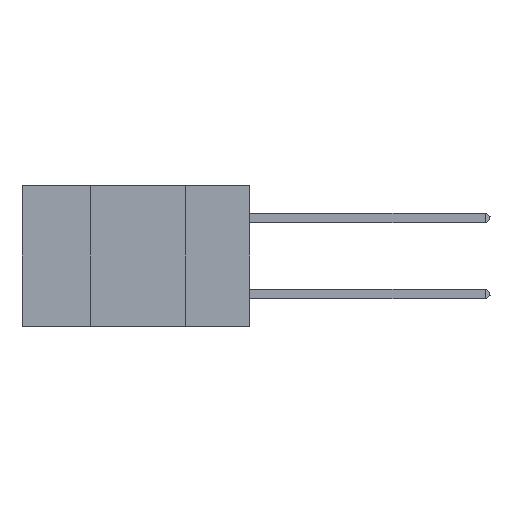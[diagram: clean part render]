
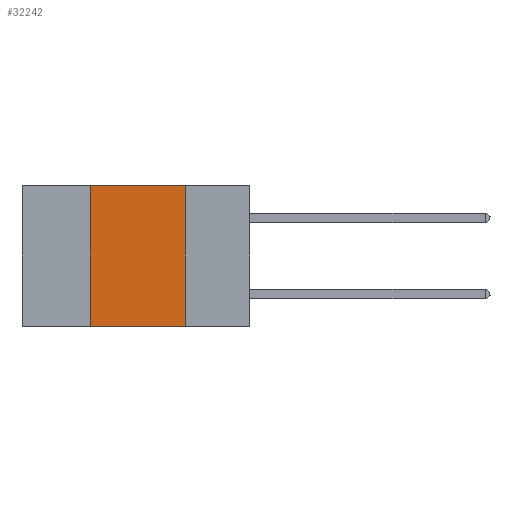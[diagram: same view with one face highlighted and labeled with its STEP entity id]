
A CAD part, left-side view. The second image highlights one B-rep face of the part: STEP entity #32242.
In plain terms, the highlighted planar face has unit normal (-1, 0, 0).
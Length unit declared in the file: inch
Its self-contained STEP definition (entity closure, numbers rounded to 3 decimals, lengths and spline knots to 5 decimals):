
#2249 = VERTEX_POINT ( 'NONE', #33000 ) ;
#3790 = AXIS2_PLACEMENT_3D ( 'NONE', #13966, #31191, #41411 ) ;
#3867 = ORIENTED_EDGE ( 'NONE', *, *, #30649, .F. ) ;
#4052 = EDGE_CURVE ( 'NONE', #2249, #16773, #34237, .T. ) ;
#4856 = DIRECTION ( 'NONE',  ( 0., 0., 1. ) ) ;
#7396 = FACE_OUTER_BOUND ( 'NONE', #32348, .T. ) ;
#8192 = ORIENTED_EDGE ( 'NONE', *, *, #38471, .F. ) ;
#8367 = VERTEX_POINT ( 'NONE', #20807 ) ;
#8779 = CARTESIAN_POINT ( 'NONE',  ( 0., 0.17, 0. ) ) ;
#9944 = LINE ( 'NONE', #26316, #16917 ) ;
#12365 = CARTESIAN_POINT ( 'NONE',  ( 0., 0.6, -0.37 ) ) ;
#13966 = CARTESIAN_POINT ( 'NONE',  ( 0., 0.6, 0. ) ) ;
#16124 = DIRECTION ( 'NONE',  ( 0., 0., -1. ) ) ;
#16773 = VERTEX_POINT ( 'NONE', #18083 ) ;
#16917 = VECTOR ( 'NONE', #16124, 39.37008 ) ;
#18083 = CARTESIAN_POINT ( 'NONE',  ( 0., 0.17, -0.37 ) ) ;
#18591 = EDGE_CURVE ( 'NONE', #2249, #8367, #19105, .T. ) ;
#19105 = LINE ( 'NONE', #38974, #21756 ) ;
#19812 = VECTOR ( 'NONE', #34322, 39.37008 ) ;
#20807 = CARTESIAN_POINT ( 'NONE',  ( 0., 0.42, 0. ) ) ;
#21076 = CARTESIAN_POINT ( 'NONE',  ( 0., 0.6, 0. ) ) ;
#21756 = VECTOR ( 'NONE', #4856, 39.37008 ) ;
#26316 = CARTESIAN_POINT ( 'NONE',  ( 0., 0.17, 0. ) ) ;
#28188 = PLANE ( 'NONE',  #3790 ) ;
#29104 = ORIENTED_EDGE ( 'NONE', *, *, #18591, .F. ) ;
#30649 = EDGE_CURVE ( 'NONE', #8367, #35548, #36303, .T. ) ;
#31191 = DIRECTION ( 'NONE',  ( 1., 0., 0. ) ) ;
#32242 = ADVANCED_FACE ( 'NONE', ( #7396 ), #28188, .F. ) ;
#32348 = EDGE_LOOP ( 'NONE', ( #8192, #3867, #29104, #33133 ) ) ;
#33000 = CARTESIAN_POINT ( 'NONE',  ( 0., 0.42, -0.37 ) ) ;
#33133 = ORIENTED_EDGE ( 'NONE', *, *, #4052, .T. ) ;
#34237 = LINE ( 'NONE', #12365, #41126 ) ;
#34322 = DIRECTION ( 'NONE',  ( 0., -1., 0. ) ) ;
#35548 = VERTEX_POINT ( 'NONE', #8779 ) ;
#36303 = LINE ( 'NONE', #21076, #19812 ) ;
#38471 = EDGE_CURVE ( 'NONE', #35548, #16773, #9944, .T. ) ;
#38974 = CARTESIAN_POINT ( 'NONE',  ( 0., 0.42, 0. ) ) ;
#41126 = VECTOR ( 'NONE', #43096, 39.37008 ) ;
#41411 = DIRECTION ( 'NONE',  ( 0., 0., -1. ) ) ;
#43096 = DIRECTION ( 'NONE',  ( 0., -1., 0. ) ) ;
